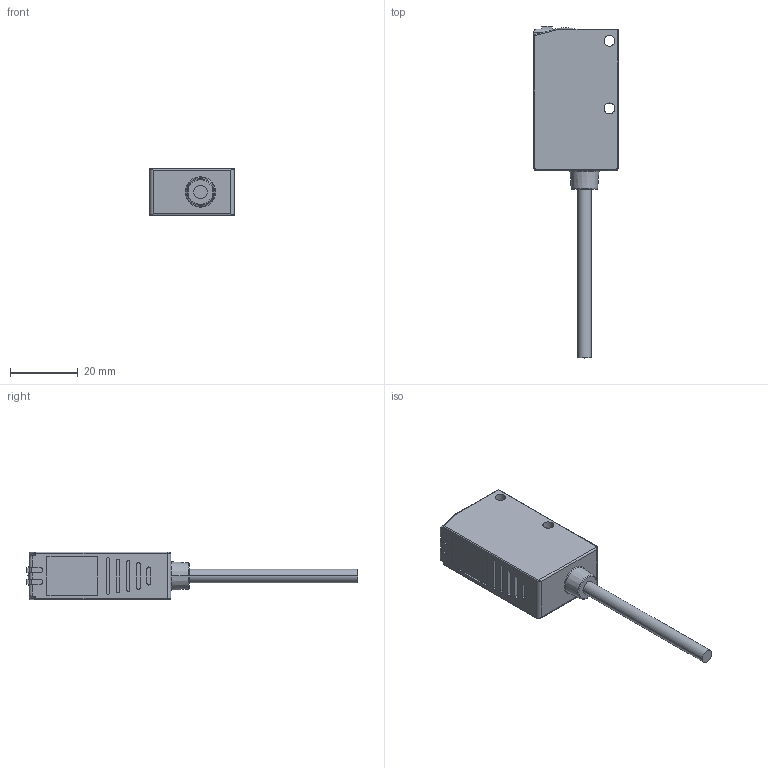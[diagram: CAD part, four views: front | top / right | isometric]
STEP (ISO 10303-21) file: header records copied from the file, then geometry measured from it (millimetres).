
FILE_DESCRIPTION((''),'2;1');
FILE_NAME('188711_ASM','2015-11-04T',('pdmadmin'),(''),'PRO/ENGINEER BY PARAMETRIC TECHNOLOGY CORPORATION, 2013230','PRO/ENGINEER BY PARAMETRIC TECHNOLOGY CORPORATION, 2013230','');
FILE_SCHEMA(('CONFIG_CONTROL_DESIGN'));
Length unit declared in the file: millimetre
Products named in the file (2): 17132; 188711_ASM
Assembly tree (1 placements, depth 2):
  188711_ASM
    17132
Bounding box: 25 x 98.3 x 14 mm (x, y, z)
Volume: 15234.1 mm3; surface area: 5068.1 mm2
Topology: 1 solids, 1 shells, 156 faces, 383 edges, 241 vertices
Faces by surface type: plane 69, cylinder 65, torus 10, bspline 6, sphere 4, cone 2
Entity records: 4966 total; most frequent: CARTESIAN_POINT 1183, DIRECTION 791, ORIENTED_EDGE 762, EDGE_CURVE 381, AXIS2_PLACEMENT_3D 281, VERTEX_POINT 241, VECTOR 229, LINE 229
